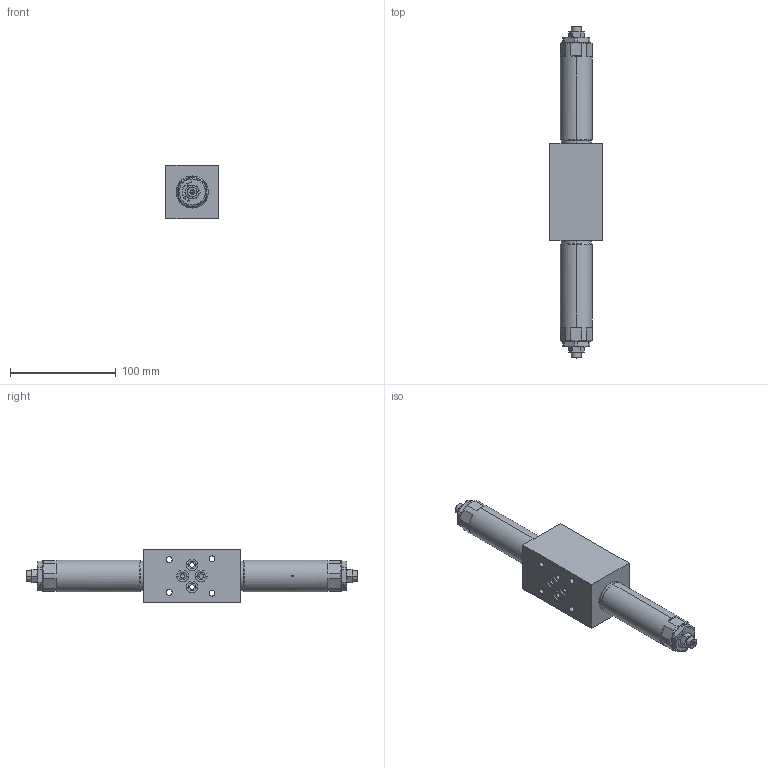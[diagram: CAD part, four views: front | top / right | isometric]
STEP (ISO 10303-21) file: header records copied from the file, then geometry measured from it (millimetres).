
FILE_DESCRIPTION((''),'2;1');
FILE_NAME('ILC70842553','2015-09-02T',('maj'),(''),'PRO/ENGINEER BY PARAMETRIC TECHNOLOGY CORPORATION, 2013320','PRO/ENGINEER BY PARAMETRIC TECHNOLOGY CORPORATION, 2013320','');
FILE_SCHEMA(('AUTOMOTIVE_DESIGN { 1 0 10303 214 1 1 1 1 }'));
Length unit declared in the file: inch
Products named in the file (1): ILC70842553
Bounding box: 50.54 x 314.1 x 50.8 mm (x, y, z)
Volume: 295923.2 mm3; surface area: 67551.8 mm2
Topology: 1 solids, 1 shells, 490 faces, 1208 edges, 748 vertices
Faces by surface type: plane 248, cylinder 122, cone 96, torus 24
Entity records: 18304 total; most frequent: CARTESIAN_POINT 4582, DIRECTION 2458, ORIENTED_EDGE 2400, EDGE_CURVE 1200, AXIS2_PLACEMENT_3D 896, VERTEX_POINT 748, VECTOR 666, LINE 666
